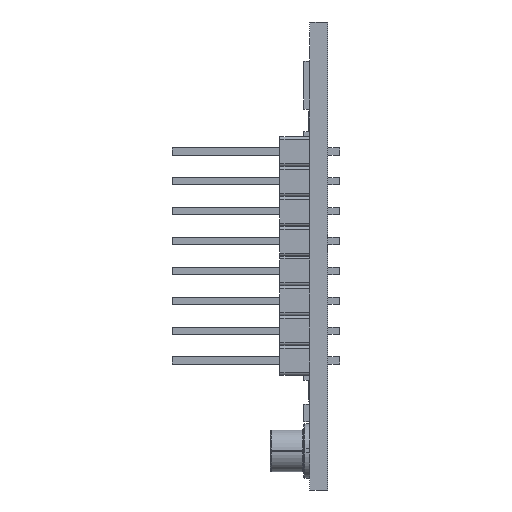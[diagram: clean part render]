
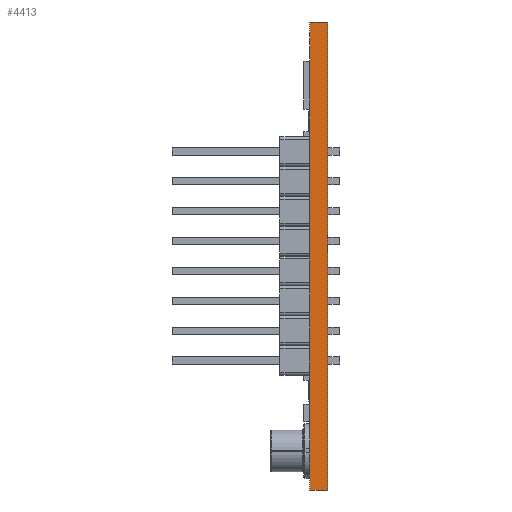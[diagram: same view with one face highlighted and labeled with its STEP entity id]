
A CAD part, left-side view. The second image highlights one B-rep face of the part: STEP entity #4413.
In plain terms, the highlighted planar face has unit normal (-1, 0, 0).
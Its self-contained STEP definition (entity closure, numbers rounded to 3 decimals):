
#571 = VECTOR ( 'NONE', #9598, 1000. ) ;
#1204 = VECTOR ( 'NONE', #3873, 1000. ) ;
#1248 = DIRECTION ( 'NONE',  ( 0., 0., 1. ) ) ;
#1904 = VERTEX_POINT ( 'NONE', #15432 ) ;
#2435 = CARTESIAN_POINT ( 'NONE',  ( -29.95, 0., -19.6 ) ) ;
#2480 = CARTESIAN_POINT ( 'NONE',  ( -29.95, 1.5, -19.6 ) ) ;
#2697 = DIRECTION ( 'NONE',  ( 0., -1., 0. ) ) ;
#3137 = EDGE_CURVE ( 'NONE', #11219, #5377, #3930, .T. ) ;
#3211 = DIRECTION ( 'NONE',  ( 1., 0., 0. ) ) ;
#3450 = ORIENTED_EDGE ( 'NONE', *, *, #3137, .T. ) ;
#3504 = EDGE_CURVE ( 'NONE', #5377, #1904, #13113, .T. ) ;
#3873 = DIRECTION ( 'NONE',  ( 0., -1., 0. ) ) ;
#3930 = LINE ( 'NONE', #14476, #12957 ) ;
#4128 = CARTESIAN_POINT ( 'NONE',  ( -29.95, 1.5, 19.6 ) ) ;
#4413 = ADVANCED_FACE ( 'NONE', ( #13894 ), #11478, .F. ) ;
#5044 = LINE ( 'NONE', #14580, #1204 ) ;
#5377 = VERTEX_POINT ( 'NONE', #8044 ) ;
#5802 = EDGE_CURVE ( 'NONE', #11219, #14325, #7316, .T. ) ;
#6713 = CARTESIAN_POINT ( 'NONE',  ( -29.95, 1.5, -19.6 ) ) ;
#6880 = CARTESIAN_POINT ( 'NONE',  ( -29.95, 1.5, -19.6 ) ) ;
#7316 = LINE ( 'NONE', #2480, #13697 ) ;
#8044 = CARTESIAN_POINT ( 'NONE',  ( -29.95, 0., -19.6 ) ) ;
#8273 = DIRECTION ( 'NONE',  ( 0., 0., -1. ) ) ;
#9135 = ORIENTED_EDGE ( 'NONE', *, *, #3504, .T. ) ;
#9598 = DIRECTION ( 'NONE',  ( 0., 0., 1. ) ) ;
#10016 = ORIENTED_EDGE ( 'NONE', *, *, #5802, .F. ) ;
#10606 = ORIENTED_EDGE ( 'NONE', *, *, #11407, .F. ) ;
#11219 = VERTEX_POINT ( 'NONE', #6713 ) ;
#11407 = EDGE_CURVE ( 'NONE', #14325, #1904, #5044, .T. ) ;
#11478 = PLANE ( 'NONE',  #12517 ) ;
#12517 = AXIS2_PLACEMENT_3D ( 'NONE', #6880, #3211, #8273 ) ;
#12957 = VECTOR ( 'NONE', #2697, 1000. ) ;
#13113 = LINE ( 'NONE', #2435, #571 ) ;
#13697 = VECTOR ( 'NONE', #1248, 1000. ) ;
#13894 = FACE_OUTER_BOUND ( 'NONE', #14830, .T. ) ;
#14325 = VERTEX_POINT ( 'NONE', #4128 ) ;
#14476 = CARTESIAN_POINT ( 'NONE',  ( -29.95, 1.5, -19.6 ) ) ;
#14580 = CARTESIAN_POINT ( 'NONE',  ( -29.95, 1.5, 19.6 ) ) ;
#14830 = EDGE_LOOP ( 'NONE', ( #9135, #10606, #10016, #3450 ) ) ;
#15432 = CARTESIAN_POINT ( 'NONE',  ( -29.95, 0., 19.6 ) ) ;
